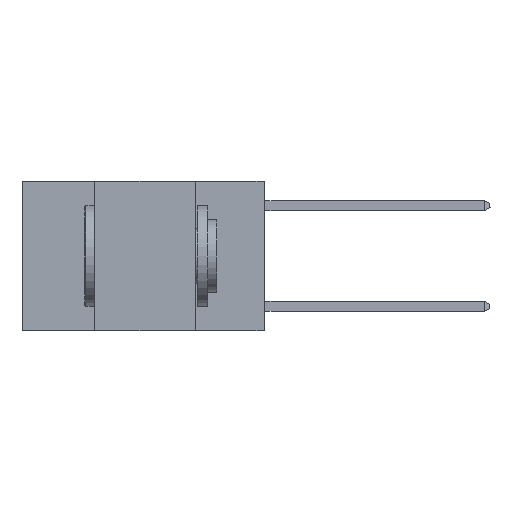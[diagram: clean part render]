
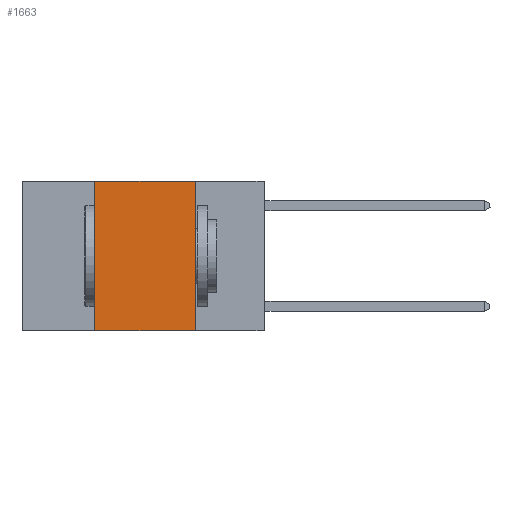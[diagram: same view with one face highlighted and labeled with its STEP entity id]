
A CAD part, left-side view. The second image highlights one B-rep face of the part: STEP entity #1663.
In plain terms, the highlighted planar face has unit normal (-1, 0, 0).
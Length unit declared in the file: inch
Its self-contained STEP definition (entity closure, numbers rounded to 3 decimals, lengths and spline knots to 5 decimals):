
#548 = EDGE_CURVE ( 'NONE', #9261, #8332, #10478, .T. ) ;
#628 = VECTOR ( 'NONE', #8142, 39.37008 ) ;
#831 = EDGE_CURVE ( 'NONE', #11267, #9261, #5803, .T. ) ;
#1663 = ADVANCED_FACE ( 'NONE', ( #8817 ), #6786, .F. ) ;
#1818 = VECTOR ( 'NONE', #8674, 39.37008 ) ;
#2254 = DIRECTION ( 'NONE',  ( 1., 0., 0. ) ) ;
#2431 = CARTESIAN_POINT ( 'NONE',  ( 0., 0.42, 0. ) ) ;
#2541 = DIRECTION ( 'NONE',  ( 0., 0., 1. ) ) ;
#2684 = AXIS2_PLACEMENT_3D ( 'NONE', #7688, #2254, #8580 ) ;
#3090 = EDGE_LOOP ( 'NONE', ( #5193, #10201, #4890, #4810 ) ) ;
#3346 = VECTOR ( 'NONE', #2541, 39.37008 ) ;
#4224 = CARTESIAN_POINT ( 'NONE',  ( 0., 0.17, -0.37 ) ) ;
#4357 = CARTESIAN_POINT ( 'NONE',  ( 0., 0.6, -0.37 ) ) ;
#4810 = ORIENTED_EDGE ( 'NONE', *, *, #9723, .T. ) ;
#4890 = ORIENTED_EDGE ( 'NONE', *, *, #831, .F. ) ;
#5193 = ORIENTED_EDGE ( 'NONE', *, *, #8480, .F. ) ;
#5803 = LINE ( 'NONE', #2431, #3346 ) ;
#6713 = VERTEX_POINT ( 'NONE', #4224 ) ;
#6786 = PLANE ( 'NONE',  #2684 ) ;
#6807 = LINE ( 'NONE', #7896, #7094 ) ;
#6904 = CARTESIAN_POINT ( 'NONE',  ( 0., 0.42, -0.37 ) ) ;
#7094 = VECTOR ( 'NONE', #8777, 39.37008 ) ;
#7688 = CARTESIAN_POINT ( 'NONE',  ( 0., 0.6, 0. ) ) ;
#7896 = CARTESIAN_POINT ( 'NONE',  ( 0., 0.17, 0. ) ) ;
#7958 = CARTESIAN_POINT ( 'NONE',  ( 0., 0.42, 0. ) ) ;
#8142 = DIRECTION ( 'NONE',  ( 0., -1., 0. ) ) ;
#8247 = CARTESIAN_POINT ( 'NONE',  ( 0., 0.6, 0. ) ) ;
#8332 = VERTEX_POINT ( 'NONE', #10341 ) ;
#8480 = EDGE_CURVE ( 'NONE', #8332, #6713, #6807, .T. ) ;
#8580 = DIRECTION ( 'NONE',  ( 0., 0., -1. ) ) ;
#8674 = DIRECTION ( 'NONE',  ( 0., -1., 0. ) ) ;
#8777 = DIRECTION ( 'NONE',  ( 0., 0., -1. ) ) ;
#8817 = FACE_OUTER_BOUND ( 'NONE', #3090, .T. ) ;
#8976 = LINE ( 'NONE', #4357, #1818 ) ;
#9261 = VERTEX_POINT ( 'NONE', #7958 ) ;
#9723 = EDGE_CURVE ( 'NONE', #11267, #6713, #8976, .T. ) ;
#10201 = ORIENTED_EDGE ( 'NONE', *, *, #548, .F. ) ;
#10341 = CARTESIAN_POINT ( 'NONE',  ( 0., 0.17, 0. ) ) ;
#10478 = LINE ( 'NONE', #8247, #628 ) ;
#11267 = VERTEX_POINT ( 'NONE', #6904 ) ;
